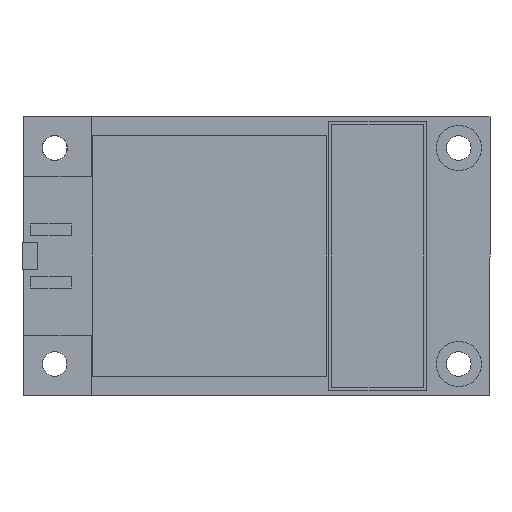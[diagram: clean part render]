
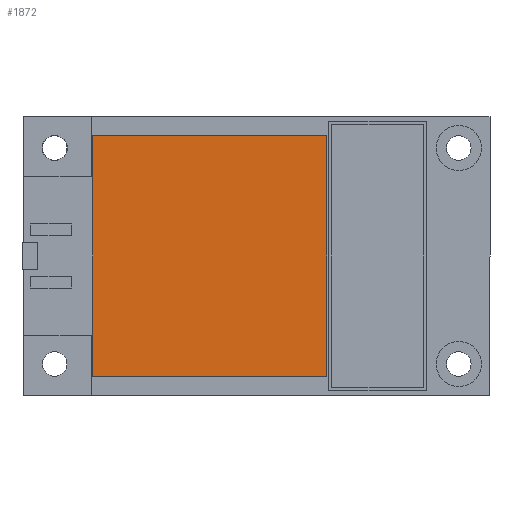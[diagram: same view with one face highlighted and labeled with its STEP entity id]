
A CAD part, front view. The second image highlights one B-rep face of the part: STEP entity #1872.
In plain terms, the highlighted planar face has unit normal (0, -1, 0).
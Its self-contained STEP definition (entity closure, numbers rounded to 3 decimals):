
#251 = LINE ( 'NONE', #4721, #6425 ) ;
#263 = EDGE_CURVE ( 'NONE', #4676, #3061, #4589, .T. ) ;
#266 = PLANE ( 'NONE',  #1340 ) ;
#719 = VERTEX_POINT ( 'NONE', #6601 ) ;
#1340 = AXIS2_PLACEMENT_3D ( 'NONE', #5886, #3666, #3122 ) ;
#1555 = ORIENTED_EDGE ( 'NONE', *, *, #263, .T. ) ;
#1759 = EDGE_CURVE ( 'NONE', #719, #3646, #5791, .T. ) ;
#1813 = VECTOR ( 'NONE', #3432, 1000. ) ;
#1854 = CARTESIAN_POINT ( 'NONE',  ( 9.2, -0.1, 34.34 ) ) ;
#1872 = ADVANCED_FACE ( 'NONE', ( #2969 ), #266, .T. ) ;
#2374 = VECTOR ( 'NONE', #2614, 1000. ) ;
#2407 = LINE ( 'NONE', #6682, #1813 ) ;
#2614 = DIRECTION ( 'NONE',  ( -1., 0., 0. ) ) ;
#2969 = FACE_OUTER_BOUND ( 'NONE', #6159, .T. ) ;
#2994 = CARTESIAN_POINT ( 'NONE',  ( 40.2, -0.1, 2.54 ) ) ;
#3061 = VERTEX_POINT ( 'NONE', #2994 ) ;
#3064 = CARTESIAN_POINT ( 'NONE',  ( 9.2, -0.1, 34.34 ) ) ;
#3122 = DIRECTION ( 'NONE',  ( 0., 0., -1. ) ) ;
#3359 = VECTOR ( 'NONE', #3946, 1000. ) ;
#3432 = DIRECTION ( 'NONE',  ( 0., 0., 1. ) ) ;
#3505 = CARTESIAN_POINT ( 'NONE',  ( 9.2, -0.1, 2.54 ) ) ;
#3646 = VERTEX_POINT ( 'NONE', #1854 ) ;
#3666 = DIRECTION ( 'NONE',  ( 0., -1., 0. ) ) ;
#3946 = DIRECTION ( 'NONE',  ( 1., 0., 0. ) ) ;
#4422 = EDGE_CURVE ( 'NONE', #3646, #4676, #251, .T. ) ;
#4589 = LINE ( 'NONE', #3505, #3359 ) ;
#4676 = VERTEX_POINT ( 'NONE', #5140 ) ;
#4721 = CARTESIAN_POINT ( 'NONE',  ( 9.2, -0.1, 34.34 ) ) ;
#5140 = CARTESIAN_POINT ( 'NONE',  ( 9.2, -0.1, 2.54 ) ) ;
#5374 = ORIENTED_EDGE ( 'NONE', *, *, #4422, .T. ) ;
#5758 = DIRECTION ( 'NONE',  ( 0., 0., -1. ) ) ;
#5791 = LINE ( 'NONE', #3064, #2374 ) ;
#5886 = CARTESIAN_POINT ( 'NONE',  ( 9.2, -0.1, 2.54 ) ) ;
#6159 = EDGE_LOOP ( 'NONE', ( #5374, #1555, #6918, #7042 ) ) ;
#6425 = VECTOR ( 'NONE', #5758, 1000. ) ;
#6601 = CARTESIAN_POINT ( 'NONE',  ( 40.2, -0.1, 34.34 ) ) ;
#6630 = EDGE_CURVE ( 'NONE', #3061, #719, #2407, .T. ) ;
#6682 = CARTESIAN_POINT ( 'NONE',  ( 40.2, -0.1, 34.34 ) ) ;
#6918 = ORIENTED_EDGE ( 'NONE', *, *, #6630, .T. ) ;
#7042 = ORIENTED_EDGE ( 'NONE', *, *, #1759, .T. ) ;
